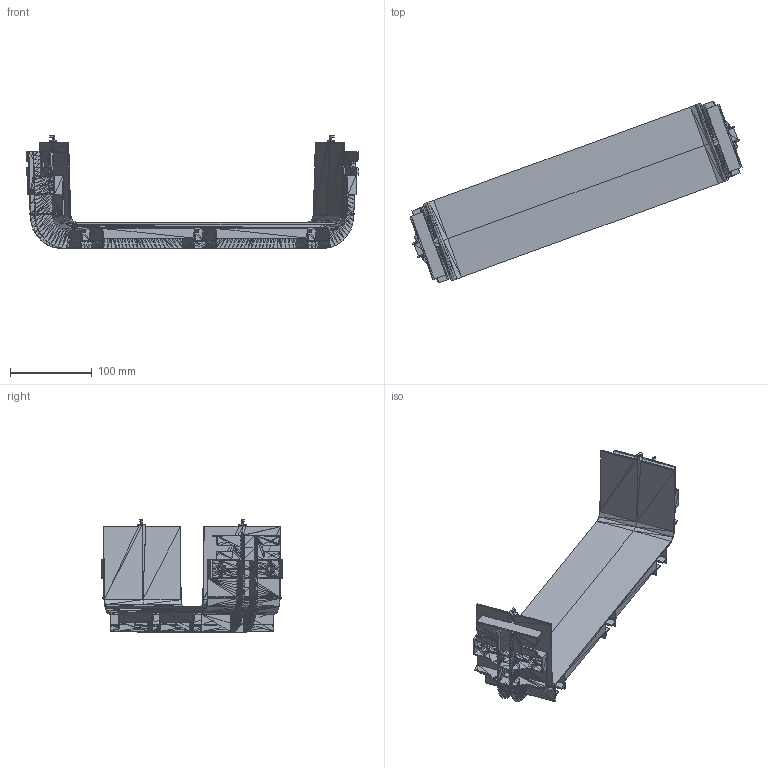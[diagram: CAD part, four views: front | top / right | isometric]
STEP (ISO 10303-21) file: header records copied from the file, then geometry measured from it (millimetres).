
FILE_DESCRIPTION(('FreeCAD Model'),'2;1');
FILE_NAME('Open CASCADE Shape Model','2022-12-01T12:59:02',('Author'),( ''),'Open CASCADE STEP processor 7.6','FreeCAD','Unknown');
FILE_SCHEMA(('AUTOMOTIVE_DESIGN { 1 0 10303 214 1 1 1 1 }'));
Products named in the file (1): DS_360_318A0___________________________________________________________
__________360mm_A_type_connector001001 (Solid)
Bounding box: 406.74 x 222.89 x 137.85 mm (x, y, z)
Volume: 367817.1 mm3; surface area: 327402.5 mm2
Topology: 1 solids, 1 shells, 4318 faces, 6882 edges, 2551 vertices
Faces by surface type: plane 4318
Entity records: 177338 total; most frequent: DIRECTION 29284, CARTESIAN_POINT 27516, LINE 20646, VECTOR 20646, ORIENTED_EDGE 13764, PCURVE 13764, DEFINITIONAL_REPRESENTATION 13764, EDGE_CURVE 6882
